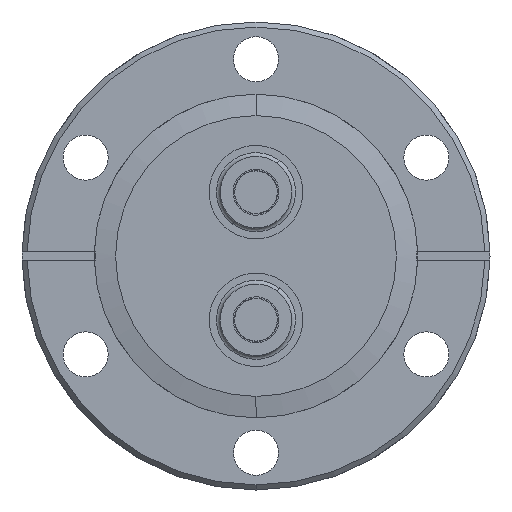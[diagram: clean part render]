
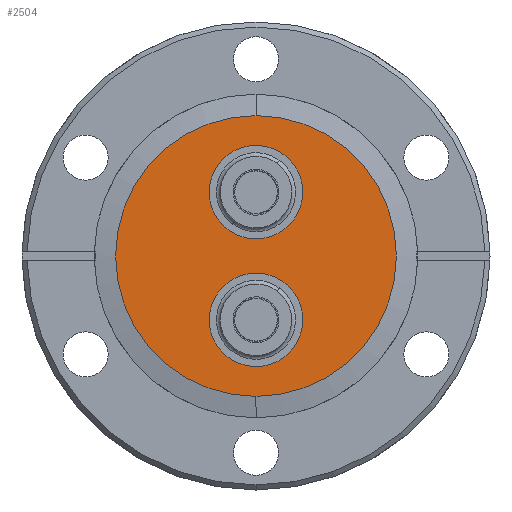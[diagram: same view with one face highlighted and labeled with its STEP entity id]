
A CAD part, front view. The second image highlights one B-rep face of the part: STEP entity #2504.
In plain terms, the highlighted planar face has unit normal (0, -1, 0).
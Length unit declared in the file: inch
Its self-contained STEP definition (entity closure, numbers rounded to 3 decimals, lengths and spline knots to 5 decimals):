
#134 = EDGE_CURVE ( 'NONE', #1620, #4717, #3455, .T. ) ;
#638 = VERTEX_POINT ( 'NONE', #1529 ) ;
#674 = VERTEX_POINT ( 'NONE', #4069 ) ;
#773 = CARTESIAN_POINT ( 'NONE',  ( 0.00894, 0., -0.10015 ) ) ;
#927 = FACE_BOUND ( 'NONE', #3207, .T. ) ;
#940 = FACE_BOUND ( 'NONE', #3195, .T. ) ;
#942 = FACE_OUTER_BOUND ( 'NONE', #3197, .T. ) ;
#964 = ORIENTED_EDGE ( 'NONE', *, *, #134, .T. ) ;
#965 = ORIENTED_EDGE ( 'NONE', *, *, #2281, .T. ) ;
#966 = ORIENTED_EDGE ( 'NONE', *, *, #2357, .T. ) ;
#967 = ORIENTED_EDGE ( 'NONE', *, *, #2366, .T. ) ;
#968 = ORIENTED_EDGE ( 'NONE', *, *, #2405, .T. ) ;
#969 = ORIENTED_EDGE ( 'NONE', *, *, #2367, .T. ) ;
#1100 = CIRCLE ( 'NONE', #3711, 0.275 ) ;
#1146 = CARTESIAN_POINT ( 'NONE',  ( 0., 0., 0.375 ) ) ;
#1147 = DIRECTION ( 'NONE',  ( 0., 1., 0. ) ) ;
#1148 = DIRECTION ( 'NONE',  ( 0.033, 0., 0.999 ) ) ;
#1529 = CARTESIAN_POINT ( 'NONE',  ( -0.00894, 0., 0.10015 ) ) ;
#1620 = VERTEX_POINT ( 'NONE', #5076 ) ;
#1645 = VERTEX_POINT ( 'NONE', #5101 ) ;
#1647 = VERTEX_POINT ( 'NONE', #5103 ) ;
#1801 = CARTESIAN_POINT ( 'NONE',  ( 0., 0., 0. ) ) ;
#1802 = DIRECTION ( 'NONE',  ( 0., -1., 0. ) ) ;
#1803 = DIRECTION ( 'NONE',  ( 0., 0., 1. ) ) ;
#1804 = CARTESIAN_POINT ( 'NONE',  ( 0., 0., 0.375 ) ) ;
#1805 = DIRECTION ( 'NONE',  ( 0., 1., 0. ) ) ;
#1806 = DIRECTION ( 'NONE',  ( 0.033, 0., 0.999 ) ) ;
#2074 = CARTESIAN_POINT ( 'NONE',  ( 0., 0., -0.375 ) ) ;
#2075 = DIRECTION ( 'NONE',  ( 0., 1., 0. ) ) ;
#2076 = DIRECTION ( 'NONE',  ( 0.033, 0., 0.999 ) ) ;
#2158 = AXIS2_PLACEMENT_3D ( 'NONE', #2074, #2075, #2076 ) ;
#2281 = EDGE_CURVE ( 'NONE', #4717, #1620, #1100, .T. ) ;
#2357 = EDGE_CURVE ( 'NONE', #1645, #1647, #3912, .T. ) ;
#2366 = EDGE_CURVE ( 'NONE', #1647, #1645, #3922, .T. ) ;
#2367 = EDGE_CURVE ( 'NONE', #674, #638, #3923, .T. ) ;
#2405 = EDGE_CURVE ( 'NONE', #638, #674, #3967, .T. ) ;
#2504 = ADVANCED_FACE ( 'NONE', ( #927, #942, #940 ), #2922, .T. ) ;
#2918 = DIRECTION ( 'NONE',  ( 0., -1., 0. ) ) ;
#2920 = CARTESIAN_POINT ( 'NONE',  ( 0.825, 0., 0. ) ) ;
#2922 = PLANE ( 'NONE',  #3564 ) ;
#2924 = DIRECTION ( 'NONE',  ( 0., 0., 1. ) ) ;
#3195 = EDGE_LOOP ( 'NONE', ( #965, #964 ) ) ;
#3197 = EDGE_LOOP ( 'NONE', ( #967, #966 ) ) ;
#3207 = EDGE_LOOP ( 'NONE', ( #969, #968 ) ) ;
#3369 = CARTESIAN_POINT ( 'NONE',  ( 0., 0., 0. ) ) ;
#3370 = DIRECTION ( 'NONE',  ( 0., -1., 0. ) ) ;
#3371 = DIRECTION ( 'NONE',  ( 0., 0., 1. ) ) ;
#3455 = CIRCLE ( 'NONE', #2158, 0.275 ) ;
#3564 = AXIS2_PLACEMENT_3D ( 'NONE', #2920, #2918, #2924 ) ;
#3627 = AXIS2_PLACEMENT_3D ( 'NONE', #1146, #1147, #1148 ) ;
#3652 = AXIS2_PLACEMENT_3D ( 'NONE', #1804, #1805, #1806 ) ;
#3653 = AXIS2_PLACEMENT_3D ( 'NONE', #1801, #1802, #1803 ) ;
#3658 = AXIS2_PLACEMENT_3D ( 'NONE', #3369, #3370, #3371 ) ;
#3711 = AXIS2_PLACEMENT_3D ( 'NONE', #5065, #5066, #5067 ) ;
#3912 = CIRCLE ( 'NONE', #3658, 0.825 ) ;
#3922 = CIRCLE ( 'NONE', #3653, 0.825 ) ;
#3923 = CIRCLE ( 'NONE', #3652, 0.275 ) ;
#3967 = CIRCLE ( 'NONE', #3627, 0.275 ) ;
#4069 = CARTESIAN_POINT ( 'NONE',  ( 0.00894, 0., 0.64985 ) ) ;
#4717 = VERTEX_POINT ( 'NONE', #773 ) ;
#5065 = CARTESIAN_POINT ( 'NONE',  ( 0., 0., -0.375 ) ) ;
#5066 = DIRECTION ( 'NONE',  ( 0., 1., 0. ) ) ;
#5067 = DIRECTION ( 'NONE',  ( 0.033, 0., 0.999 ) ) ;
#5076 = CARTESIAN_POINT ( 'NONE',  ( -0.00894, 0., -0.64985 ) ) ;
#5101 = CARTESIAN_POINT ( 'NONE',  ( 0., 0., -0.825 ) ) ;
#5103 = CARTESIAN_POINT ( 'NONE',  ( 0., 0., 0.825 ) ) ;
